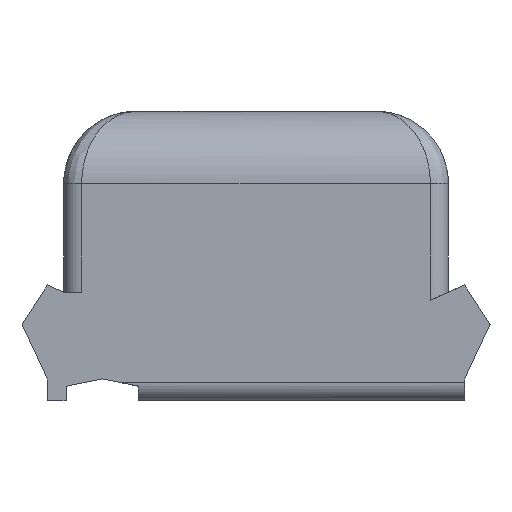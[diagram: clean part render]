
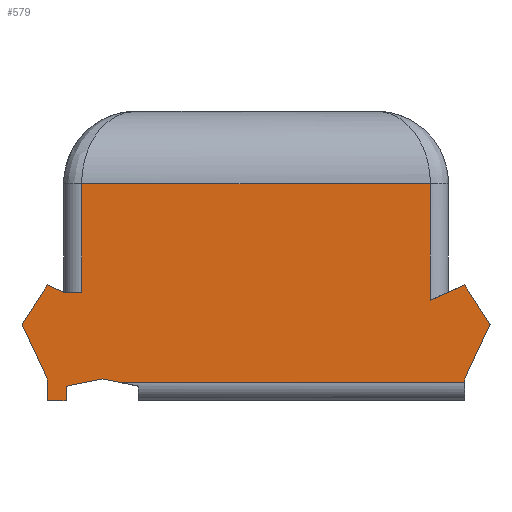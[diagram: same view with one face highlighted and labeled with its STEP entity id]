
A CAD part, left-side view. The second image highlights one B-rep face of the part: STEP entity #579.
In plain terms, the highlighted planar face has unit normal (-1, 0, 0).
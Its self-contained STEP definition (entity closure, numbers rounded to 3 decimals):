
#62=FACE_OUTER_BOUND('',#96,.T.);
#96=EDGE_LOOP('',(#446,#447,#448,#449,#450,#451,#452,#453,#454,#455,#456,
#457,#458,#459,#460,#461,#462));
#117=LINE('',#809,#181);
#122=LINE('',#820,#186);
#127=LINE('',#835,#191);
#130=LINE('',#842,#194);
#133=LINE('',#848,#197);
#136=LINE('',#854,#200);
#139=LINE('',#860,#203);
#142=LINE('',#866,#206);
#145=LINE('',#872,#209);
#148=LINE('',#878,#212);
#150=LINE('',#885,#214);
#157=LINE('',#902,#221);
#161=LINE('',#909,#225);
#162=LINE('',#911,#226);
#163=LINE('',#913,#227);
#164=LINE('',#915,#228);
#165=LINE('',#916,#229);
#181=VECTOR('',#659,1000.);
#186=VECTOR('',#668,1000.);
#191=VECTOR('',#679,1000.);
#194=VECTOR('',#686,1000.);
#197=VECTOR('',#691,1000.);
#200=VECTOR('',#696,1000.);
#203=VECTOR('',#701,1000.);
#206=VECTOR('',#706,1000.);
#209=VECTOR('',#711,1000.);
#212=VECTOR('',#716,1000.);
#214=VECTOR('',#722,1000.);
#221=VECTOR('',#737,1000.);
#225=VECTOR('',#745,1000.);
#226=VECTOR('',#748,1000.);
#227=VECTOR('',#749,1000.);
#228=VECTOR('',#750,1000.);
#229=VECTOR('',#751,1000.);
#245=VERTEX_POINT('',#806);
#246=VERTEX_POINT('',#808);
#250=VERTEX_POINT('',#818);
#256=VERTEX_POINT('',#832);
#257=VERTEX_POINT('',#834);
#259=VERTEX_POINT('',#840);
#261=VERTEX_POINT('',#846);
#263=VERTEX_POINT('',#852);
#265=VERTEX_POINT('',#858);
#267=VERTEX_POINT('',#864);
#269=VERTEX_POINT('',#870);
#271=VERTEX_POINT('',#876);
#274=VERTEX_POINT('',#883);
#279=VERTEX_POINT('',#900);
#280=VERTEX_POINT('',#901);
#282=VERTEX_POINT('',#912);
#283=VERTEX_POINT('',#914);
#296=EDGE_CURVE('',#245,#246,#117,.T.);
#302=EDGE_CURVE('',#250,#245,#122,.T.);
#309=EDGE_CURVE('',#256,#257,#127,.T.);
#313=EDGE_CURVE('',#259,#256,#130,.T.);
#316=EDGE_CURVE('',#261,#259,#133,.T.);
#319=EDGE_CURVE('',#263,#261,#136,.T.);
#322=EDGE_CURVE('',#265,#263,#139,.T.);
#325=EDGE_CURVE('',#267,#265,#142,.T.);
#328=EDGE_CURVE('',#269,#267,#145,.T.);
#331=EDGE_CURVE('',#271,#269,#148,.T.);
#334=EDGE_CURVE('',#274,#271,#150,.T.);
#342=EDGE_CURVE('',#279,#280,#157,.T.);
#347=EDGE_CURVE('',#246,#279,#161,.T.);
#348=EDGE_CURVE('',#274,#280,#162,.T.);
#349=EDGE_CURVE('',#250,#282,#163,.T.);
#350=EDGE_CURVE('',#282,#283,#164,.T.);
#351=EDGE_CURVE('',#283,#257,#165,.T.);
#446=ORIENTED_EDGE('',*,*,#334,.F.);
#447=ORIENTED_EDGE('',*,*,#348,.T.);
#448=ORIENTED_EDGE('',*,*,#342,.F.);
#449=ORIENTED_EDGE('',*,*,#347,.F.);
#450=ORIENTED_EDGE('',*,*,#296,.F.);
#451=ORIENTED_EDGE('',*,*,#302,.F.);
#452=ORIENTED_EDGE('',*,*,#349,.T.);
#453=ORIENTED_EDGE('',*,*,#350,.T.);
#454=ORIENTED_EDGE('',*,*,#351,.T.);
#455=ORIENTED_EDGE('',*,*,#309,.F.);
#456=ORIENTED_EDGE('',*,*,#313,.F.);
#457=ORIENTED_EDGE('',*,*,#316,.F.);
#458=ORIENTED_EDGE('',*,*,#319,.F.);
#459=ORIENTED_EDGE('',*,*,#322,.F.);
#460=ORIENTED_EDGE('',*,*,#325,.F.);
#461=ORIENTED_EDGE('',*,*,#328,.F.);
#462=ORIENTED_EDGE('',*,*,#331,.F.);
#558=PLANE('',#634);
#579=ADVANCED_FACE('',(#62),#558,.T.);
#634=AXIS2_PLACEMENT_3D('',#910,#746,#747);
#659=DIRECTION('',(0.,-0.537,-0.844));
#668=DIRECTION('',(0.,-0.914,0.406));
#679=DIRECTION('',(0.,-1.,0.));
#686=DIRECTION('',(0.,-0.914,-0.406));
#691=DIRECTION('',(0.,-0.537,0.844));
#696=DIRECTION('',(0.,0.423,0.906));
#701=DIRECTION('',(0.,0.,1.));
#706=DIRECTION('',(0.,1.,0.));
#711=DIRECTION('',(0.,0.,-1.));
#716=DIRECTION('',(0.,0.981,-0.196));
#722=DIRECTION('',(0.,0.981,0.196));
#737=DIRECTION('',(0.,0.,-1.));
#745=DIRECTION('',(0.,0.423,-0.906));
#746=DIRECTION('center_axis',(-1.,0.,0.));
#747=DIRECTION('ref_axis',(0.,0.,1.));
#748=DIRECTION('',(0.,-1.,0.));
#749=DIRECTION('',(0.,0.,1.));
#750=DIRECTION('',(0.,1.,0.));
#751=DIRECTION('',(0.,0.,-1.));
#806=CARTESIAN_POINT('',(-0.3,-26.835,7.475));
#808=CARTESIAN_POINT('',(-0.3,-27.535,6.375));
#809=CARTESIAN_POINT('',(-0.3,-27.535,6.375));
#818=CARTESIAN_POINT('',(-0.3,-25.885,7.053));
#820=CARTESIAN_POINT('',(-0.3,-26.835,7.475));
#832=CARTESIAN_POINT('',(-0.3,-15.745,7.275));
#834=CARTESIAN_POINT('',(-0.3,-16.246,7.275));
#835=CARTESIAN_POINT('',(-0.3,-26.385,7.275));
#840=CARTESIAN_POINT('',(-0.3,-15.295,7.475));
#842=CARTESIAN_POINT('',(-0.3,-15.745,7.275));
#846=CARTESIAN_POINT('',(-0.3,-14.595,6.375));
#848=CARTESIAN_POINT('',(-0.3,-15.295,7.475));
#852=CARTESIAN_POINT('',(-0.3,-15.295,4.875));
#854=CARTESIAN_POINT('',(-0.3,-14.595,6.375));
#858=CARTESIAN_POINT('',(-0.3,-15.295,4.275));
#860=CARTESIAN_POINT('',(-0.3,-15.295,4.875));
#864=CARTESIAN_POINT('',(-0.3,-15.815,4.275));
#866=CARTESIAN_POINT('',(-0.3,-15.295,4.275));
#870=CARTESIAN_POINT('',(-0.3,-15.815,4.675));
#872=CARTESIAN_POINT('',(-0.3,-15.815,4.275));
#876=CARTESIAN_POINT('',(-0.3,-16.815,4.875));
#878=CARTESIAN_POINT('',(-0.3,-15.815,4.675));
#883=CARTESIAN_POINT('',(-0.3,-17.315,4.775));
#885=CARTESIAN_POINT('',(-0.3,-16.815,4.875));
#900=CARTESIAN_POINT('',(-0.3,-26.835,4.875));
#901=CARTESIAN_POINT('',(-0.3,-26.835,4.775));
#902=CARTESIAN_POINT('',(-0.3,-26.835,4.275));
#909=CARTESIAN_POINT('',(-0.3,-26.835,4.875));
#910=CARTESIAN_POINT('Origin',(-0.3,6.935,4.275));
#911=CARTESIAN_POINT('',(-0.3,6.935,4.775));
#912=CARTESIAN_POINT('',(-0.3,-25.885,10.275));
#913=CARTESIAN_POINT('',(-0.3,-25.885,4.275));
#914=CARTESIAN_POINT('',(-0.3,-16.246,10.275));
#915=CARTESIAN_POINT('',(-0.3,6.935,10.275));
#916=CARTESIAN_POINT('',(-0.3,-16.246,4.275));
